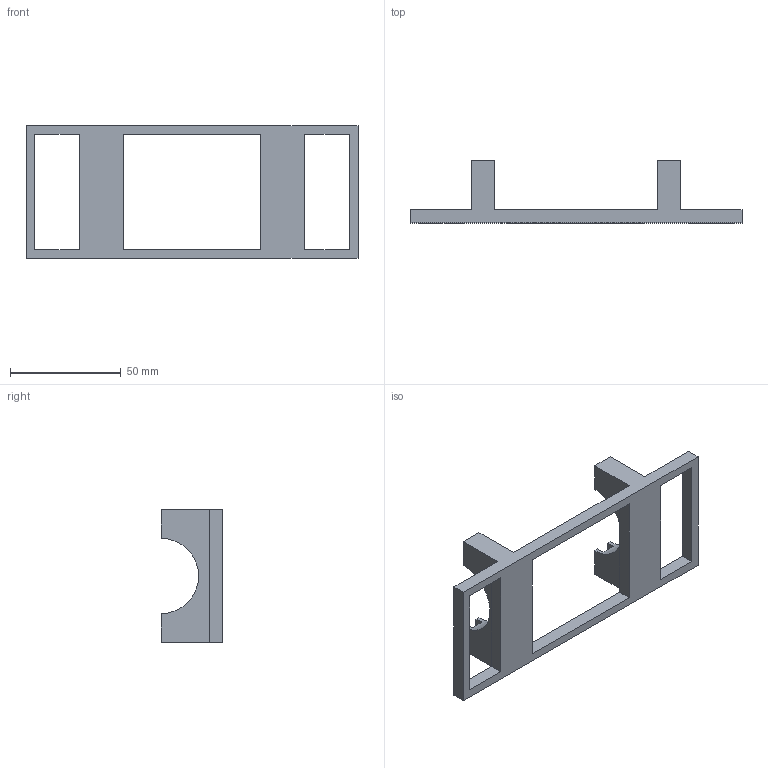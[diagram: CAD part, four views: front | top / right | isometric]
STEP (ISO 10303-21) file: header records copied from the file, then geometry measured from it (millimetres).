
FILE_DESCRIPTION (( 'STEP AP214' ), '1' );
FILE_NAME ('覃彸菁釱.STEP', '2024-03-21T08:43:04', ( '' ), ( '' ), 'SwSTEP 2.0', 'SolidWorks 2023', '' );
FILE_SCHEMA (( 'AUTOMOTIVE_DESIGN' ));
Length unit declared in the file: millimetre
Products named in the file (1): 调试底座
Bounding box: 150 x 28 x 60 mm (x, y, z)
Volume: 38429.6 mm3; surface area: 18095.5 mm2
Topology: 1 solids, 1 shells, 46 faces, 132 edges, 88 vertices
Faces by surface type: plane 44, cylinder 2
Entity records: 1523 total; most frequent: CARTESIAN_POINT 267, ORIENTED_EDGE 264, DIRECTION 238, EDGE_CURVE 132, LINE 120, VECTOR 120, VERTEX_POINT 88, AXIS2_PLACEMENT_3D 59
